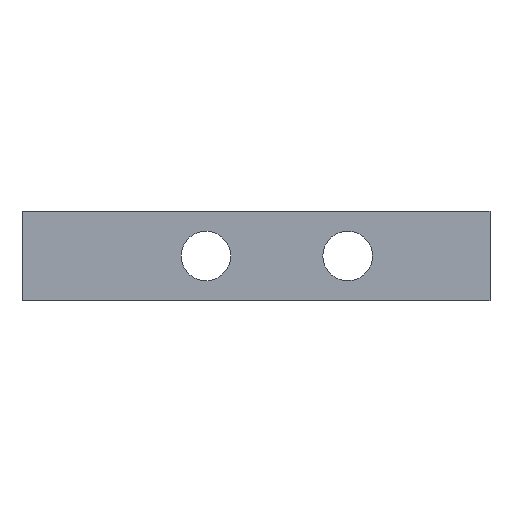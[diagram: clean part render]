
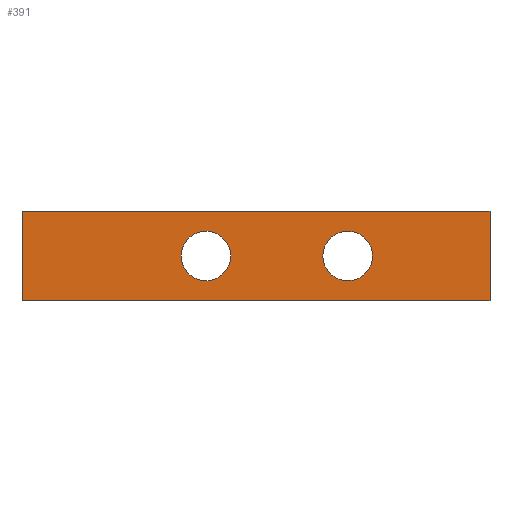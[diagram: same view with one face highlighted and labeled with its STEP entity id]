
A CAD part, front view. The second image highlights one B-rep face of the part: STEP entity #391.
In plain terms, the highlighted planar face has unit normal (0, -1, 0).
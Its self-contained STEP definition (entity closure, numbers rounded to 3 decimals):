
#16 = LINE ( 'NONE', #1919, #256 ) ;
#50 = ORIENTED_EDGE ( 'NONE', *, *, #1884, .T. ) ;
#82 = EDGE_CURVE ( 'NONE', #318, #1139, #16, .T. ) ;
#141 = EDGE_LOOP ( 'NONE', ( #1403, #2182 ) ) ;
#148 = DIRECTION ( 'NONE',  ( 0., 0., 1. ) ) ;
#164 = CARTESIAN_POINT ( 'NONE',  ( 49.5, 0., 4.75 ) ) ;
#165 = CIRCLE ( 'NONE', #1086, 2.625 ) ;
#174 = CARTESIAN_POINT ( 'NONE',  ( 34.45, 0., 0. ) ) ;
#186 = EDGE_CURVE ( 'NONE', #764, #318, #1429, .T. ) ;
#237 = CARTESIAN_POINT ( 'NONE',  ( 0., 0., 4.75 ) ) ;
#256 = VECTOR ( 'NONE', #532, 1000. ) ;
#275 = CARTESIAN_POINT ( 'NONE',  ( 19.45, 0., 0. ) ) ;
#307 = FACE_BOUND ( 'NONE', #497, .T. ) ;
#308 = DIRECTION ( 'NONE',  ( 0., 0., 1. ) ) ;
#318 = VERTEX_POINT ( 'NONE', #1815 ) ;
#351 = CARTESIAN_POINT ( 'NONE',  ( 34.45, 0., -2.625 ) ) ;
#360 = VERTEX_POINT ( 'NONE', #464 ) ;
#368 = AXIS2_PLACEMENT_3D ( 'NONE', #1820, #2021, #148 ) ;
#391 = ADVANCED_FACE ( 'NONE', ( #845, #307, #483 ), #1673, .F. ) ;
#411 = CIRCLE ( 'NONE', #484, 2.625 ) ;
#417 = DIRECTION ( 'NONE',  ( 0., 0., 1. ) ) ;
#424 = DIRECTION ( 'NONE',  ( 0., 1., 0. ) ) ;
#464 = CARTESIAN_POINT ( 'NONE',  ( 34.45, 0., 2.625 ) ) ;
#483 = FACE_OUTER_BOUND ( 'NONE', #1110, .T. ) ;
#484 = AXIS2_PLACEMENT_3D ( 'NONE', #174, #1807, #308 ) ;
#497 = EDGE_LOOP ( 'NONE', ( #50, #2192 ) ) ;
#532 = DIRECTION ( 'NONE',  ( 1., 0., 0. ) ) ;
#544 = DIRECTION ( 'NONE',  ( 0., 1., 0. ) ) ;
#545 = EDGE_CURVE ( 'NONE', #1777, #955, #2028, .T. ) ;
#588 = DIRECTION ( 'NONE',  ( 0., 1., 0. ) ) ;
#764 = VERTEX_POINT ( 'NONE', #1471 ) ;
#845 = FACE_BOUND ( 'NONE', #141, .T. ) ;
#873 = LINE ( 'NONE', #1218, #1191 ) ;
#891 = DIRECTION ( 'NONE',  ( 1., 0., 0. ) ) ;
#910 = EDGE_CURVE ( 'NONE', #1358, #1139, #1845, .T. ) ;
#955 = VERTEX_POINT ( 'NONE', #1736 ) ;
#963 = CARTESIAN_POINT ( 'NONE',  ( 34.45, 0., 0. ) ) ;
#968 = ORIENTED_EDGE ( 'NONE', *, *, #910, .F. ) ;
#1020 = CARTESIAN_POINT ( 'NONE',  ( 19.45, 0., -2.625 ) ) ;
#1086 = AXIS2_PLACEMENT_3D ( 'NONE', #275, #588, #417 ) ;
#1108 = VECTOR ( 'NONE', #2098, 1000. ) ;
#1110 = EDGE_LOOP ( 'NONE', ( #2113, #968, #1468, #1204 ) ) ;
#1139 = VERTEX_POINT ( 'NONE', #1467 ) ;
#1191 = VECTOR ( 'NONE', #891, 1000. ) ;
#1204 = ORIENTED_EDGE ( 'NONE', *, *, #186, .T. ) ;
#1218 = CARTESIAN_POINT ( 'NONE',  ( 0., 0., 4.75 ) ) ;
#1221 = DIRECTION ( 'NONE',  ( 0., 0., -1. ) ) ;
#1301 = EDGE_CURVE ( 'NONE', #764, #1358, #873, .T. ) ;
#1358 = VERTEX_POINT ( 'NONE', #1575 ) ;
#1399 = CIRCLE ( 'NONE', #1968, 2.625 ) ;
#1403 = ORIENTED_EDGE ( 'NONE', *, *, #1460, .T. ) ;
#1429 = LINE ( 'NONE', #237, #1108 ) ;
#1460 = EDGE_CURVE ( 'NONE', #955, #1777, #165, .T. ) ;
#1463 = VECTOR ( 'NONE', #1221, 1000. ) ;
#1467 = CARTESIAN_POINT ( 'NONE',  ( 49.5, 0., -4.75 ) ) ;
#1468 = ORIENTED_EDGE ( 'NONE', *, *, #1301, .F. ) ;
#1471 = CARTESIAN_POINT ( 'NONE',  ( 0., 0., 4.75 ) ) ;
#1575 = CARTESIAN_POINT ( 'NONE',  ( 49.5, 0., 4.75 ) ) ;
#1584 = EDGE_CURVE ( 'NONE', #1756, #360, #411, .T. ) ;
#1673 = PLANE ( 'NONE',  #368 ) ;
#1736 = CARTESIAN_POINT ( 'NONE',  ( 19.45, 0., 2.625 ) ) ;
#1741 = AXIS2_PLACEMENT_3D ( 'NONE', #2065, #544, #1899 ) ;
#1756 = VERTEX_POINT ( 'NONE', #351 ) ;
#1772 = DIRECTION ( 'NONE',  ( 0., 0., 1. ) ) ;
#1777 = VERTEX_POINT ( 'NONE', #1020 ) ;
#1807 = DIRECTION ( 'NONE',  ( 0., 1., 0. ) ) ;
#1815 = CARTESIAN_POINT ( 'NONE',  ( 0., 0., -4.75 ) ) ;
#1820 = CARTESIAN_POINT ( 'NONE',  ( 0., 0., 4.75 ) ) ;
#1845 = LINE ( 'NONE', #164, #1463 ) ;
#1884 = EDGE_CURVE ( 'NONE', #360, #1756, #1399, .T. ) ;
#1899 = DIRECTION ( 'NONE',  ( 0., 0., 1. ) ) ;
#1919 = CARTESIAN_POINT ( 'NONE',  ( 0., 0., -4.75 ) ) ;
#1968 = AXIS2_PLACEMENT_3D ( 'NONE', #963, #424, #1772 ) ;
#2021 = DIRECTION ( 'NONE',  ( 0., 1., 0. ) ) ;
#2028 = CIRCLE ( 'NONE', #1741, 2.625 ) ;
#2065 = CARTESIAN_POINT ( 'NONE',  ( 19.45, 0., 0. ) ) ;
#2098 = DIRECTION ( 'NONE',  ( 0., 0., -1. ) ) ;
#2113 = ORIENTED_EDGE ( 'NONE', *, *, #82, .T. ) ;
#2182 = ORIENTED_EDGE ( 'NONE', *, *, #545, .T. ) ;
#2192 = ORIENTED_EDGE ( 'NONE', *, *, #1584, .T. ) ;
